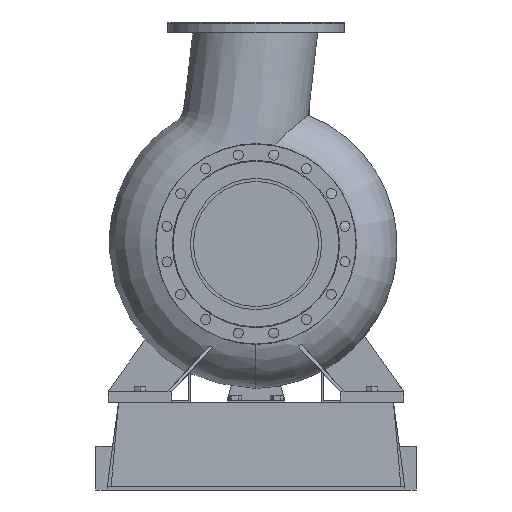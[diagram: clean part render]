
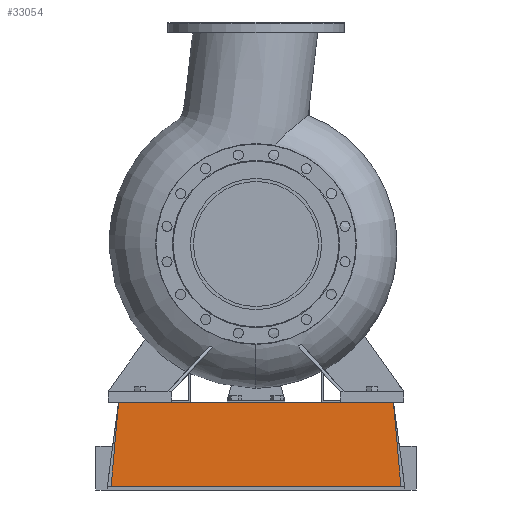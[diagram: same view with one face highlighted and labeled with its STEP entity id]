
A CAD part, left-side view. The second image highlights one B-rep face of the part: STEP entity #33054.
In plain terms, the highlighted free-form (B-spline) face has degree [1, 1] with [2, 2] control points.
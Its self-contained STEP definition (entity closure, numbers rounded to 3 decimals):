
#31352=CARTESIAN_POINT('',(-220.,375.0,10.0));
#31353=VERTEX_POINT('',#31352);
#31360=CARTESIAN_POINT('',(-210.,356.0,227.));
#31361=VERTEX_POINT('',#31360);
#31362=CARTESIAN_POINT('',(-210.,356.0,227.));
#31363=DIRECTION('',(-0.046,0.087,-0.995));
#31364=VECTOR('',#31363,218.06);
#31365=LINE('',#31362,#31364);
#31366=EDGE_CURVE('',#31361,#31353,#31365,.T.);
#31408=CARTESIAN_POINT('',(-220.,-375.0,10.0));
#31409=VERTEX_POINT('',#31408);
#31416=CARTESIAN_POINT('',(-220.,-375.0,10.0));
#31417=DIRECTION('',(0.0,1.0,0.0));
#31418=VECTOR('',#31417,750.0);
#31419=LINE('',#31416,#31418);
#31420=EDGE_CURVE('',#31409,#31353,#31419,.T.);
#32093=CARTESIAN_POINT('',(-210.,-356.0,227.));
#32094=VERTEX_POINT('',#32093);
#32101=CARTESIAN_POINT('',(-210.,-356.0,227.));
#32102=DIRECTION('',(-0.046,-0.087,-0.995));
#32103=VECTOR('',#32102,218.06);
#32104=LINE('',#32101,#32103);
#32105=EDGE_CURVE('',#32094,#31409,#32104,.T.);
#33017=CARTESIAN_POINT('',(-210.,356.0,227.));
#33018=DIRECTION('',(0.0,-1.0,0.0));
#33019=VECTOR('',#33018,712.0);
#33020=LINE('',#33017,#33019);
#33021=EDGE_CURVE('',#31361,#32094,#33020,.T.);
#33043=CARTESIAN_POINT('',(-220.,-375.,10.));
#33044=CARTESIAN_POINT('',(-210.,-375.,227.));
#33045=CARTESIAN_POINT('',(-220.,375.,10.));
#33046=CARTESIAN_POINT('',(-210.,375.,227.));
#33047=B_SPLINE_SURFACE_WITH_KNOTS('',1,1,((#33043,#33045),(#33044,#33046)),.UNSPECIFIED.,.F.,.F.,.U.,(2,2),(2,2),(0.0,217.23),(0.0,750.),.UNSPECIFIED.);
#33048=ORIENTED_EDGE('',*,*,#33021,.F.);
#33049=ORIENTED_EDGE('',*,*,#31366,.T.);
#33050=ORIENTED_EDGE('',*,*,#31420,.F.);
#33051=ORIENTED_EDGE('',*,*,#32105,.F.);
#33052=EDGE_LOOP('',(#33048,#33049,#33050,#33051));
#33053=FACE_OUTER_BOUND('',#33052,.T.);
#33054=ADVANCED_FACE('',(#33053),#33047,.T.);
